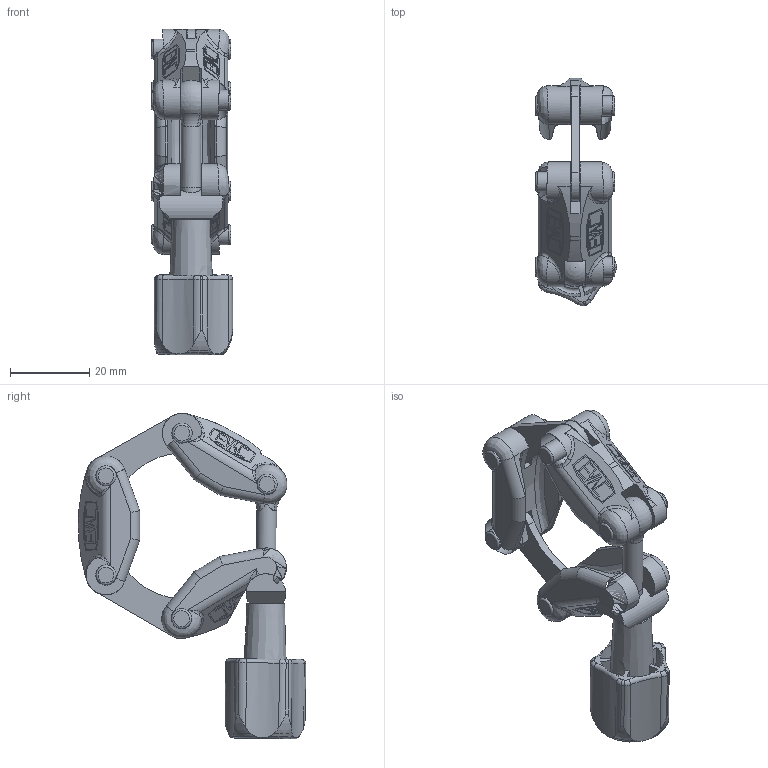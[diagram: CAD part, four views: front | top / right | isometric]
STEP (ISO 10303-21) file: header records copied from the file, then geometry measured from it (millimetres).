
FILE_DESCRIPTION(/* description */ (''),/* implementation_level */ '2;1');
FILE_NAME(/* name */ '30.016010.131.816',/* time_stamp */ '2019-06-21T08:55:42+02:00',/* author */ ('Murat Coskun Bicak'),/* organization */ ('Evac AG'),/* preprocessor_version */ 'ST-DEVELOPER v16.7',/* originating_system */ 'DEX',/* authorisation */ $);
FILE_SCHEMA (('AUTOMOTIVE_DESIGN {1 0 10303 214 3 1 1}'));
Length unit declared in the file: millimetre
Products named in the file (9): 30.016010.131.816; 03.232.001-GV35; 03.232.002-GV35; 03.232.003-GV35; 03.031.022-IX; 03.036.010-GV35; 03.033.001-TKR4355; 03.034.001-IX; 03.020.008-IXMY
Assembly tree (13 placements, depth 2):
  30.016010.131.816
    03.232.001-GV35
    03.232.002-GV35
    03.232.003-GV35
    03.031.022-IX  x2
    03.036.010-GV35
    03.033.001-TKR4355
    03.034.001-IX
    03.020.008-IXMY  x5
Bounding box: 20.48 x 57.38 x 82.02 mm (x, y, z)
Volume: 16385.3 mm3; surface area: 16151 mm2
Topology: 12 solids, 13 shells, 663 faces, 1836 edges, 1208 vertices
Faces by surface type: plane 436, cylinder 114, bspline 56, torus 43, cone 13, sphere 1
Full cylindrical faces by diameter (mm): 5 x13, 5.1 x10, 5.2 x1, 9 x1
Entity records: 23715 total; most frequent: CARTESIAN_POINT 7781, ORIENTED_EDGE 3452, DIRECTION 2873, EDGE_CURVE 1726, VERTEX_POINT 1158, LINE 1123, VECTOR 1123, AXIS2_PLACEMENT_3D 875
